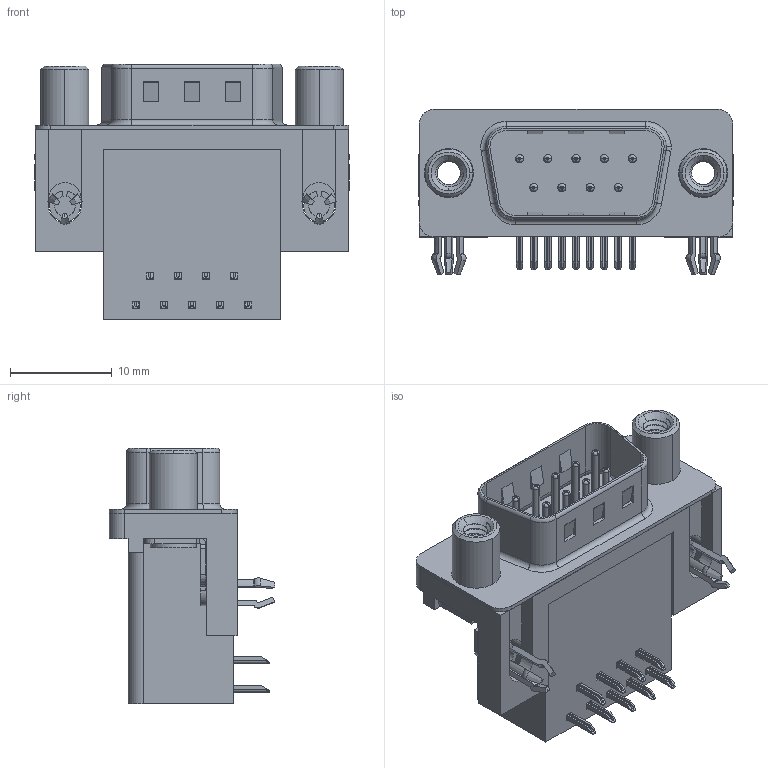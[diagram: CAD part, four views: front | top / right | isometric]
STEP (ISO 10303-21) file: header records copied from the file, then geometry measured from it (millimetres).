
FILE_DESCRIPTION (( 'STEP AP203' ), '1' );
FILE_NAME ('625-009-662-040.STEP', '2018-11-05T21:37:40', ( '' ), ( '' ), 'SwSTEP 2.0', 'SolidWorks 2016', '' );
FILE_SCHEMA (( 'CONFIG_CONTROL_DESIGN' ));
Length unit declared in the file: millimetre
Products named in the file (7): 625 Contact Top; 625 3 Prong Board Lock; 625 Round Threaded Standoff; 625-009-662-040; 625 Housing_9 Socket; 625 Shell_9 Socket; 625 Contact Bottom
Assembly tree (15 placements, depth 2):
  625-009-662-040
    625 Housing_9 Socket
    625 Shell_9 Socket
    625 Contact Bottom  x4
    625 Contact Top  x5
    625 3 Prong Board Lock  x2
    625 Round Threaded Standoff  x2
Bounding box: 30.89 x 16.25 x 25.16 mm (x, y, z)
Volume: 4574.4 mm3; surface area: 5211.4 mm2
Topology: 15 solids, 15 shells, 1091 faces, 2793 edges, 1755 vertices
Faces by surface type: plane 603, cylinder 331, torus 93, cone 48, bspline 16
Entity records: 18233 total; most frequent: CARTESIAN_POINT 4635, DIRECTION 2694, ORIENTED_EDGE 2608, EDGE_CURVE 1304, AXIS2_PLACEMENT_3D 938, VERTEX_POINT 835, VECTOR 818, LINE 818
